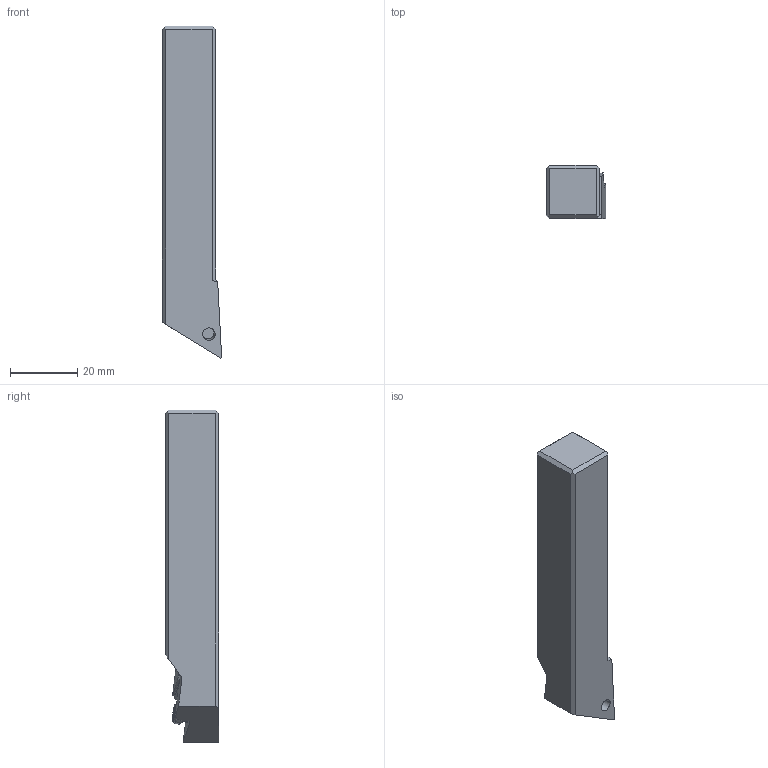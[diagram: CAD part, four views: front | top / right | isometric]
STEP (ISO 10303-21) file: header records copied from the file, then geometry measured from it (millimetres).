
FILE_DESCRIPTION(/* description */ (''),/* implementation_level */ '2;1');
FILE_NAME(/* name */ 'SDJEL-104.stp',/* time_stamp */ '2021-12-22T09:38:29+09:00',/* author */ (''),/* organization */ (''),/* preprocessor_version */ 'ST-DEVELOPER v16',/* originating_system */ 'SIEMENS PLM Software NX 10.0',/* authorisation */ '');
FILE_SCHEMA (('AUTOMOTIVE_DESIGN { 1 0 10303 214 3 1 1 1 }'));
Length unit declared in the file: millimetre
Products named in the file (1): SDJEL-104_ASM
Bounding box: 17.68 x 15.88 x 98.99 mm (x, y, z)
Volume: 22088.9 mm3; surface area: 6550.8 mm2
Topology: 2 solids, 2 shells, 65 faces, 180 edges, 121 vertices
Faces by surface type: plane 35, cylinder 20, cone 6, torus 2, sphere 2
Entity records: 2440 total; most frequent: CARTESIAN_POINT 653, DIRECTION 357, ORIENTED_EDGE 356, EDGE_CURVE 178, AXIS2_PLACEMENT_3D 121, VERTEX_POINT 118, LINE 115, VECTOR 115
